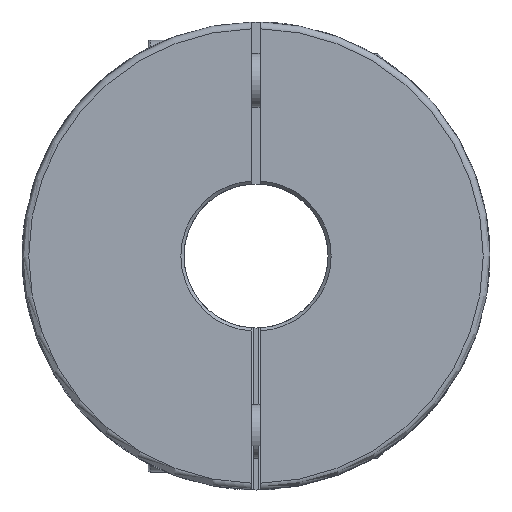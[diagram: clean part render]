
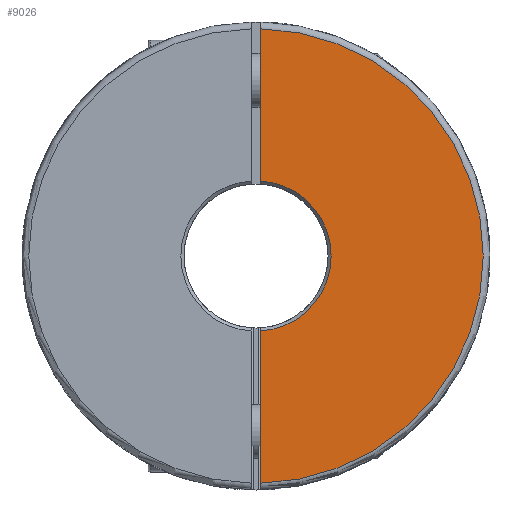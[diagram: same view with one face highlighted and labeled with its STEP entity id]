
A CAD part, left-side view. The second image highlights one B-rep face of the part: STEP entity #9026.
In plain terms, the highlighted planar face has unit normal (-1, 0, 0).
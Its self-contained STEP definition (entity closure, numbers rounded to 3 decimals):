
#185 = FACE_OUTER_BOUND ( 'NONE', #4050, .T. ) ;
#1065 = DIRECTION ( 'NONE',  ( 0., 1., 0. ) ) ;
#1107 = VECTOR ( 'NONE', #3927, 1000. ) ;
#1257 = CARTESIAN_POINT ( 'NONE',  ( -40.25, -1., 0. ) ) ;
#1672 = AXIS2_PLACEMENT_3D ( 'NONE', #8058, #2511, #2317 ) ;
#2051 = VERTEX_POINT ( 'NONE', #2271 ) ;
#2131 = CARTESIAN_POINT ( 'NONE',  ( -40.25, -1., 16.67 ) ) ;
#2271 = CARTESIAN_POINT ( 'NONE',  ( -40.25, -1., -16.67 ) ) ;
#2317 = DIRECTION ( 'NONE',  ( 0., 0., -1. ) ) ;
#2318 = CIRCLE ( 'NONE', #3807, 16.7 ) ;
#2511 = DIRECTION ( 'NONE',  ( -1., 0., 0. ) ) ;
#2710 = CARTESIAN_POINT ( 'NONE',  ( -40.25, 0., 0. ) ) ;
#2750 = VERTEX_POINT ( 'NONE', #6394 ) ;
#3765 = EDGE_CURVE ( 'NONE', #4595, #2051, #2318, .T. ) ;
#3807 = AXIS2_PLACEMENT_3D ( 'NONE', #2710, #6138, #4026 ) ;
#3882 = CARTESIAN_POINT ( 'NONE',  ( -40.25, -1., 0. ) ) ;
#3927 = DIRECTION ( 'NONE',  ( 0., 0., 1. ) ) ;
#4026 = DIRECTION ( 'NONE',  ( 0., 0., -1. ) ) ;
#4050 = EDGE_LOOP ( 'NONE', ( #4931, #6971, #4097, #7548 ) ) ;
#4097 = ORIENTED_EDGE ( 'NONE', *, *, #8378, .F. ) ;
#4595 = VERTEX_POINT ( 'NONE', #2131 ) ;
#4931 = ORIENTED_EDGE ( 'NONE', *, *, #7816, .F. ) ;
#4947 = VECTOR ( 'NONE', #7629, 1000. ) ;
#5958 = DIRECTION ( 'NONE',  ( 1., 0., 0. ) ) ;
#5995 = LINE ( 'NONE', #3882, #1107 ) ;
#6138 = DIRECTION ( 'NONE',  ( 1., 0., 0. ) ) ;
#6394 = CARTESIAN_POINT ( 'NONE',  ( -40.25, -1., 50.49 ) ) ;
#6402 = CIRCLE ( 'NONE', #1672, 50.5 ) ;
#6773 = CARTESIAN_POINT ( 'NONE',  ( -40.25, -1., -50.49 ) ) ;
#6971 = ORIENTED_EDGE ( 'NONE', *, *, #7169, .T. ) ;
#7003 = LINE ( 'NONE', #1257, #4947 ) ;
#7105 = AXIS2_PLACEMENT_3D ( 'NONE', #7417, #5958, #1065 ) ;
#7169 = EDGE_CURVE ( 'NONE', #8226, #2750, #6402, .T. ) ;
#7417 = CARTESIAN_POINT ( 'NONE',  ( -40.25, 0., 0. ) ) ;
#7548 = ORIENTED_EDGE ( 'NONE', *, *, #3765, .T. ) ;
#7629 = DIRECTION ( 'NONE',  ( 0., 0., 1. ) ) ;
#7816 = EDGE_CURVE ( 'NONE', #8226, #2051, #5995, .T. ) ;
#8035 = PLANE ( 'NONE',  #7105 ) ;
#8058 = CARTESIAN_POINT ( 'NONE',  ( -40.25, 0., 0. ) ) ;
#8226 = VERTEX_POINT ( 'NONE', #6773 ) ;
#8378 = EDGE_CURVE ( 'NONE', #4595, #2750, #7003, .T. ) ;
#9026 = ADVANCED_FACE ( 'NONE', ( #185 ), #8035, .F. ) ;
